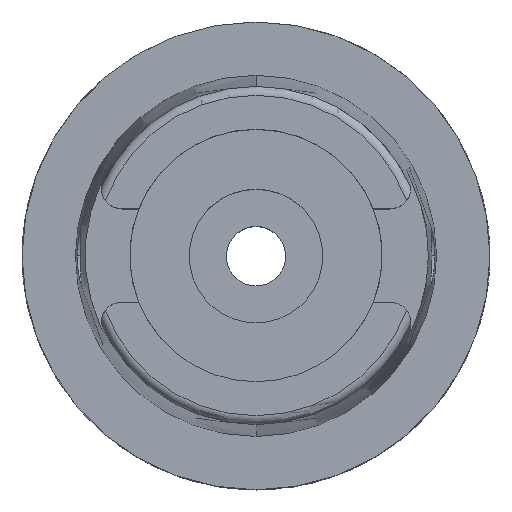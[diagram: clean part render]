
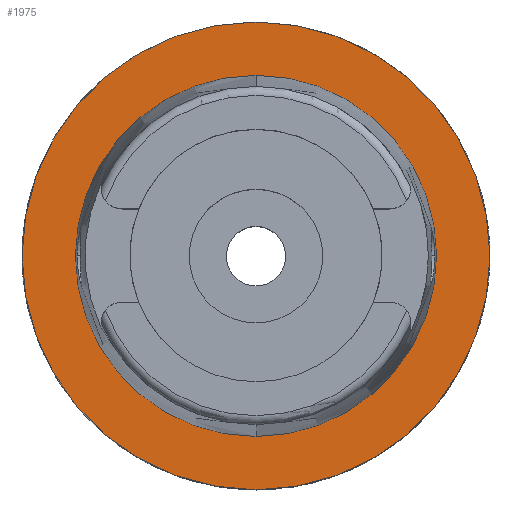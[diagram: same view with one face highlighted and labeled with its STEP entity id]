
A CAD part, top view. The second image highlights one B-rep face of the part: STEP entity #1975.
In plain terms, the highlighted planar face has unit normal (0, 0, 1).
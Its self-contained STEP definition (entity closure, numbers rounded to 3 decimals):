
#443 = EDGE_LOOP ( 'NONE', ( #4930, #2422 ) ) ;
#592 = VERTEX_POINT ( 'NONE', #4219 ) ;
#633 = CARTESIAN_POINT ( 'NONE',  ( 0., -31.5, 0. ) ) ;
#1149 = AXIS2_PLACEMENT_3D ( 'NONE', #3793, #2372, #2495 ) ;
#1273 = FACE_BOUND ( 'NONE', #5923, .T. ) ;
#1322 = CIRCLE ( 'NONE', #3108, 31.5 ) ;
#1489 = CARTESIAN_POINT ( 'NONE',  ( 0., 24.315, 0. ) ) ;
#1513 = ORIENTED_EDGE ( 'NONE', *, *, #3719, .F. ) ;
#1611 = AXIS2_PLACEMENT_3D ( 'NONE', #4915, #2595, #2567 ) ;
#1638 = VERTEX_POINT ( 'NONE', #1489 ) ;
#1729 = AXIS2_PLACEMENT_3D ( 'NONE', #3163, #4543, #5039 ) ;
#1743 = EDGE_CURVE ( 'NONE', #4986, #5007, #5869, .T. ) ;
#1927 = EDGE_CURVE ( 'NONE', #5007, #4986, #1322, .T. ) ;
#1975 = ADVANCED_FACE ( 'NONE', ( #3533, #1273 ), #2282, .T. ) ;
#2111 = CARTESIAN_POINT ( 'NONE',  ( 0., 0., 0. ) ) ;
#2183 = CARTESIAN_POINT ( 'NONE',  ( 0., 31.5, 0. ) ) ;
#2282 = PLANE ( 'NONE',  #1729 ) ;
#2372 = DIRECTION ( 'NONE',  ( 0., 0., 1. ) ) ;
#2422 = ORIENTED_EDGE ( 'NONE', *, *, #1743, .F. ) ;
#2495 = DIRECTION ( 'NONE',  ( 0., 1., 0. ) ) ;
#2567 = DIRECTION ( 'NONE',  ( 0., -1., 0. ) ) ;
#2595 = DIRECTION ( 'NONE',  ( 0., 0., 1. ) ) ;
#2603 = DIRECTION ( 'NONE',  ( 0., 0., -1. ) ) ;
#3008 = DIRECTION ( 'NONE',  ( 0., 1., 0. ) ) ;
#3108 = AXIS2_PLACEMENT_3D ( 'NONE', #2111, #2603, #3008 ) ;
#3163 = CARTESIAN_POINT ( 'NONE',  ( 0., 0., 0. ) ) ;
#3533 = FACE_OUTER_BOUND ( 'NONE', #443, .T. ) ;
#3562 = DIRECTION ( 'NONE',  ( 0., 0., -1. ) ) ;
#3719 = EDGE_CURVE ( 'NONE', #592, #1638, #4257, .T. ) ;
#3793 = CARTESIAN_POINT ( 'NONE',  ( 0., 0., 0. ) ) ;
#3810 = CIRCLE ( 'NONE', #1149, 24.315 ) ;
#4219 = CARTESIAN_POINT ( 'NONE',  ( 0., -24.315, 0. ) ) ;
#4257 = CIRCLE ( 'NONE', #1611, 24.315 ) ;
#4543 = DIRECTION ( 'NONE',  ( 0., 0., 1. ) ) ;
#4778 = AXIS2_PLACEMENT_3D ( 'NONE', #5942, #3562, #5361 ) ;
#4827 = EDGE_CURVE ( 'NONE', #1638, #592, #3810, .T. ) ;
#4915 = CARTESIAN_POINT ( 'NONE',  ( 0., 0., 0. ) ) ;
#4930 = ORIENTED_EDGE ( 'NONE', *, *, #1927, .F. ) ;
#4986 = VERTEX_POINT ( 'NONE', #633 ) ;
#5007 = VERTEX_POINT ( 'NONE', #2183 ) ;
#5039 = DIRECTION ( 'NONE',  ( 1., 0., 0. ) ) ;
#5294 = ORIENTED_EDGE ( 'NONE', *, *, #4827, .F. ) ;
#5361 = DIRECTION ( 'NONE',  ( 0., -1., 0. ) ) ;
#5869 = CIRCLE ( 'NONE', #4778, 31.5 ) ;
#5923 = EDGE_LOOP ( 'NONE', ( #5294, #1513 ) ) ;
#5942 = CARTESIAN_POINT ( 'NONE',  ( 0., 0., 0. ) ) ;
